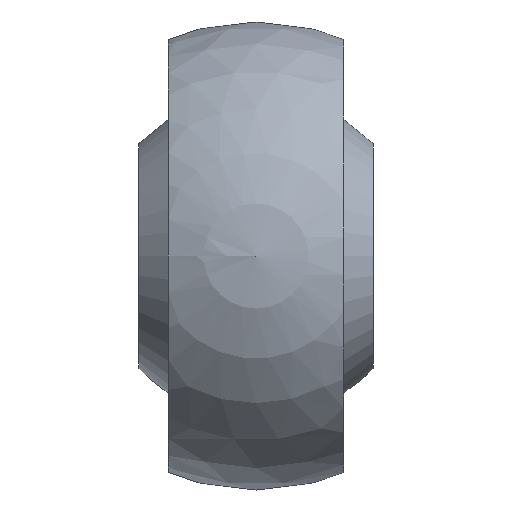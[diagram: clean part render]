
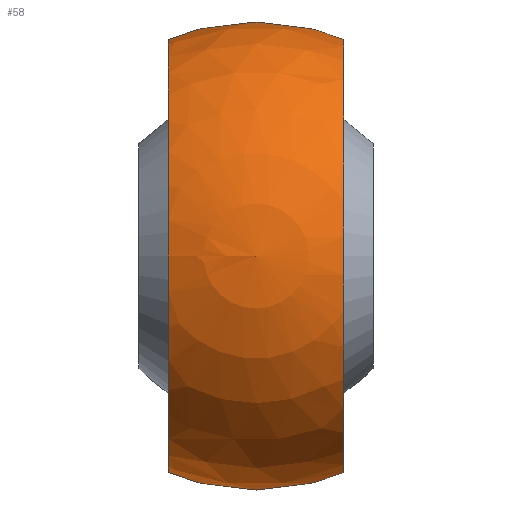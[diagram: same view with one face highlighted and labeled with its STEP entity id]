
A CAD part, left-side view. The second image highlights one B-rep face of the part: STEP entity #58.
In plain terms, the highlighted spherical face has radius 16 mm.
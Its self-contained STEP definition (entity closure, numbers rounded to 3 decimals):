
#58 = ADVANCED_FACE( '', ( #125, #126 ), #127, .T. );
#125 = FACE_BOUND( '', #195, .T. );
#126 = FACE_OUTER_BOUND( '', #196, .T. );
#127 = SPHERICAL_SURFACE( '', #197, 16. );
#195 = VERTEX_LOOP( '', #279 );
#196 = EDGE_LOOP( '', ( #280, #281, #282, #283 ) );
#197 = AXIS2_PLACEMENT_3D( '', #284, #285, #286 );
#279 = VERTEX_POINT( '', #351 );
#280 = ORIENTED_EDGE( '', *, *, #352, .F. );
#281 = ORIENTED_EDGE( '', *, *, #346, .T. );
#282 = ORIENTED_EDGE( '', *, *, #353, .F. );
#283 = ORIENTED_EDGE( '', *, *, #337, .T. );
#284 = CARTESIAN_POINT( '', ( 0., 0., 0. ) );
#285 = DIRECTION( '', ( 1., 0., 0. ) );
#286 = DIRECTION( '', ( 0., 1., 0. ) );
#337 = EDGE_CURVE( '', #380, #381, #382, .F. );
#346 = EDGE_CURVE( '', #393, #394, #396, .F. );
#351 = CARTESIAN_POINT( '', ( -16., 0., 0. ) );
#352 = EDGE_CURVE( '', #393, #381, #403, .T. );
#353 = EDGE_CURVE( '', #380, #394, #404, .T. );
#380 = VERTEX_POINT( '', #432 );
#381 = VERTEX_POINT( '', #433 );
#382 = CIRCLE( '', #434, 14.832 );
#393 = VERTEX_POINT( '', #476 );
#394 = VERTEX_POINT( '', #477 );
#396 = CIRCLE( '', #510, 14.832 );
#403 = CIRCLE( '', #517, 12.262 );
#404 = CIRCLE( '', #518, 12.262 );
#432 = CARTESIAN_POINT( '', ( 10.278, 6., 10.694 ) );
#433 = CARTESIAN_POINT( '', ( 10.278, 6., -10.694 ) );
#434 = AXIS2_PLACEMENT_3D( '', #548, #549, #550 );
#476 = CARTESIAN_POINT( '', ( 10.278, -6., -10.694 ) );
#477 = CARTESIAN_POINT( '', ( 10.278, -6., 10.694 ) );
#510 = AXIS2_PLACEMENT_3D( '', #560, #561, #562 );
#517 = AXIS2_PLACEMENT_3D( '', #569, #570, #571 );
#518 = AXIS2_PLACEMENT_3D( '', #572, #573, #574 );
#548 = CARTESIAN_POINT( '', ( 0., 6., 0. ) );
#549 = DIRECTION( '', ( 0., 1., 0. ) );
#550 = DIRECTION( '', ( 0., 0., 1. ) );
#560 = CARTESIAN_POINT( '', ( 0., -6., 0. ) );
#561 = DIRECTION( '', ( 0., -1., 0. ) );
#562 = DIRECTION( '', ( 0., 0., -1. ) );
#569 = CARTESIAN_POINT( '', ( 10.278, 0., 0. ) );
#570 = DIRECTION( '', ( 1., 0., 0. ) );
#571 = DIRECTION( '', ( 0., 0., -1. ) );
#572 = CARTESIAN_POINT( '', ( 10.278, 0., 0. ) );
#573 = DIRECTION( '', ( 1., 0., 0. ) );
#574 = DIRECTION( '', ( 0., 0., -1. ) );
